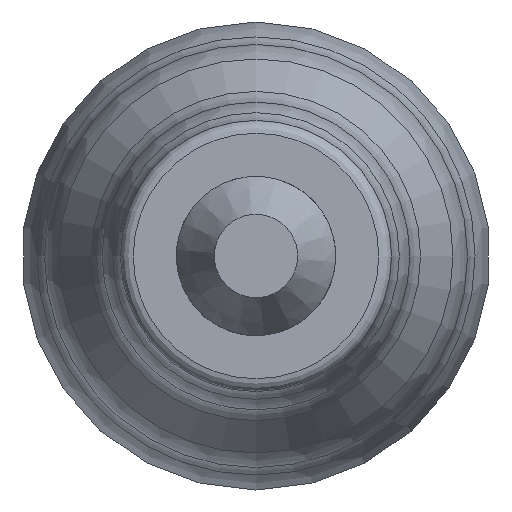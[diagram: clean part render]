
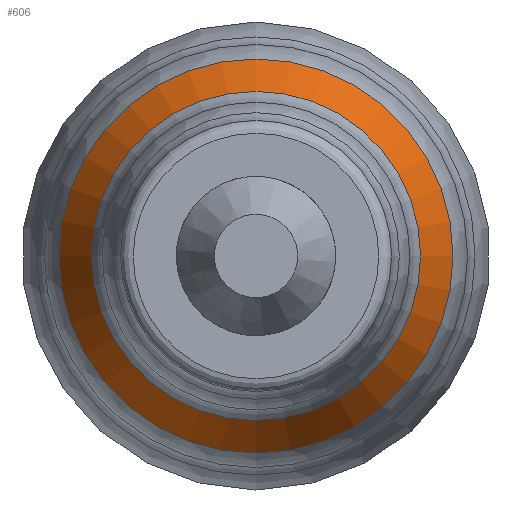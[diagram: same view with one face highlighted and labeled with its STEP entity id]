
A CAD part, left-side view. The second image highlights one B-rep face of the part: STEP entity #606.
In plain terms, the highlighted conical face has half-angle 28.305 degrees and reference radius 0.78 mm.
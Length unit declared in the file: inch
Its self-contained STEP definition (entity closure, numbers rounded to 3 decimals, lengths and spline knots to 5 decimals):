
#17 = DIRECTION ( 'NONE',  ( 0., 0., -1. ) ) ;
#53 = ORIENTED_EDGE ( 'NONE', *, *, #687, .T. ) ;
#55 = DIRECTION ( 'NONE',  ( 0., 0., 1. ) ) ;
#69 = FACE_OUTER_BOUND ( 'NONE', #665, .T. ) ;
#73 = FACE_BOUND ( 'NONE', #433, .T. ) ;
#109 = ORIENTED_EDGE ( 'NONE', *, *, #452, .F. ) ;
#133 = VERTEX_POINT ( 'NONE', #577 ) ;
#146 = AXIS2_PLACEMENT_3D ( 'NONE', #603, #545, #55 ) ;
#177 = CARTESIAN_POINT ( 'NONE',  ( 0.10802, 0., 0. ) ) ;
#295 = DIRECTION ( 'NONE',  ( -1., 0., 0. ) ) ;
#331 = AXIS2_PLACEMENT_3D ( 'NONE', #460, #295, #705 ) ;
#419 = CIRCLE ( 'NONE', #331, 0.02567 ) ;
#433 = EDGE_LOOP ( 'NONE', ( #109 ) ) ;
#452 = EDGE_CURVE ( 'NONE', #455, #455, #419, .T. ) ;
#455 = VERTEX_POINT ( 'NONE', #630 ) ;
#460 = CARTESIAN_POINT ( 'NONE',  ( 0.09864, 0., 0. ) ) ;
#508 = DIRECTION ( 'NONE',  ( 1., 0., 0. ) ) ;
#524 = AXIS2_PLACEMENT_3D ( 'NONE', #177, #508, #17 ) ;
#545 = DIRECTION ( 'NONE',  ( -1., 0., 0. ) ) ;
#575 = CIRCLE ( 'NONE', #146, 0.03073 ) ;
#577 = CARTESIAN_POINT ( 'NONE',  ( 0.10802, 0., 0.03073 ) ) ;
#603 = CARTESIAN_POINT ( 'NONE',  ( 0.10802, 0., 0. ) ) ;
#606 = ADVANCED_FACE ( 'NONE', ( #73, #69 ), #721, .T. ) ;
#630 = CARTESIAN_POINT ( 'NONE',  ( 0.09864, 0., 0.02567 ) ) ;
#665 = EDGE_LOOP ( 'NONE', ( #53 ) ) ;
#687 = EDGE_CURVE ( 'NONE', #133, #133, #575, .T. ) ;
#705 = DIRECTION ( 'NONE',  ( 0., 0., 1. ) ) ;
#721 = CONICAL_SURFACE ( 'NONE', #524, 0.03073, 0.494 ) ;
